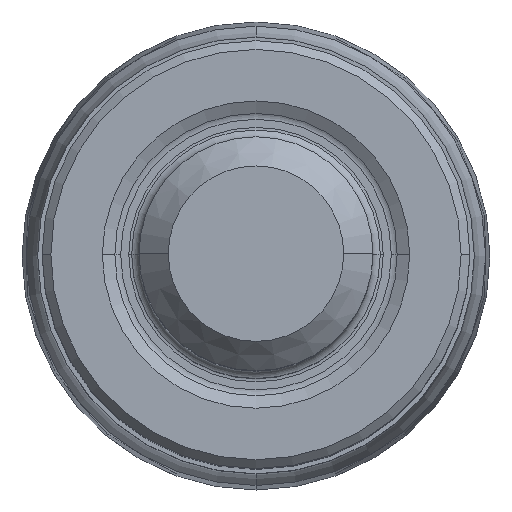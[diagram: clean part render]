
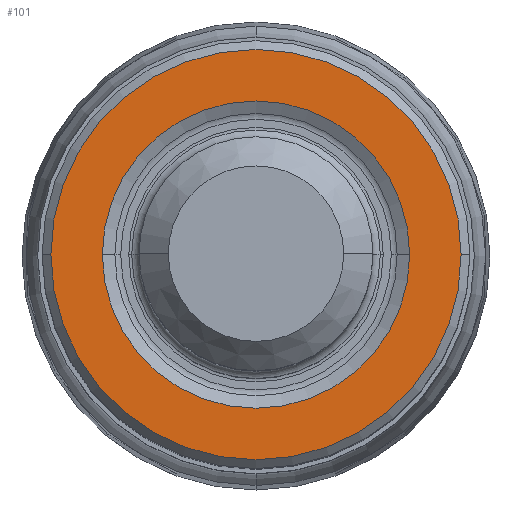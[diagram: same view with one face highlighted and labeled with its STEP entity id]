
A CAD part, top view. The second image highlights one B-rep face of the part: STEP entity #101.
In plain terms, the highlighted planar face has unit normal (0, 0, 1).
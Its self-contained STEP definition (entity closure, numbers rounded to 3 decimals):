
#58=FACE_BOUND('',#197,.T.);
#59=FACE_BOUND('',#198,.T.);
#78=PLANE('',#853);
#101=ADVANCED_FACE('',(#58,#59),#78,.T.);
#197=EDGE_LOOP('',(#310,#311,#312,#313));
#198=EDGE_LOOP('',(#314,#315));
#310=ORIENTED_EDGE('',*,*,#509,.F.);
#311=ORIENTED_EDGE('',*,*,#514,.F.);
#312=ORIENTED_EDGE('',*,*,#513,.F.);
#313=ORIENTED_EDGE('',*,*,#510,.F.);
#314=ORIENTED_EDGE('',*,*,#515,.F.);
#315=ORIENTED_EDGE('',*,*,#516,.F.);
#437=VERTEX_POINT('',#1289);
#438=VERTEX_POINT('',#1290);
#439=VERTEX_POINT('',#1292);
#440=VERTEX_POINT('',#1297);
#441=VERTEX_POINT('',#1301);
#442=VERTEX_POINT('',#1302);
#509=EDGE_CURVE('',#437,#438,#594,.T.);
#510=EDGE_CURVE('',#438,#439,#595,.T.);
#513=EDGE_CURVE('',#439,#440,#596,.T.);
#514=EDGE_CURVE('',#440,#437,#597,.T.);
#515=EDGE_CURVE('',#441,#442,#598,.T.);
#516=EDGE_CURVE('',#442,#441,#599,.T.);
#594=CIRCLE('',#845,7.015);
#595=CIRCLE('',#846,7.015);
#596=CIRCLE('',#848,7.015);
#597=CIRCLE('',#849,7.015);
#598=CIRCLE('',#851,5.254);
#599=CIRCLE('',#852,5.254);
#845=AXIS2_PLACEMENT_3D('',#1288,#1041,#1042);
#846=AXIS2_PLACEMENT_3D('',#1291,#1043,#1044);
#848=AXIS2_PLACEMENT_3D('',#1296,#1049,#1050);
#849=AXIS2_PLACEMENT_3D('',#1298,#1051,#1052);
#851=AXIS2_PLACEMENT_3D('',#1300,#1055,#1056);
#852=AXIS2_PLACEMENT_3D('',#1303,#1057,#1058);
#853=AXIS2_PLACEMENT_3D('',#1304,#1059,#1060);
#1041=DIRECTION('',(0.,0.,-1.));
#1042=DIRECTION('',(-1.,0.,0.));
#1043=DIRECTION('',(0.,0.,-1.));
#1044=DIRECTION('',(0.,1.,0.));
#1049=DIRECTION('',(0.,0.,-1.));
#1050=DIRECTION('',(1.,0.,0.));
#1051=DIRECTION('',(0.,0.,-1.));
#1052=DIRECTION('',(0.,-1.,0.));
#1055=DIRECTION('',(0.,0.,1.));
#1056=DIRECTION('',(-1.,0.,0.));
#1057=DIRECTION('',(0.,0.,1.));
#1058=DIRECTION('',(1.,0.,0.));
#1059=DIRECTION('',(0.,0.,1.));
#1060=DIRECTION('',(-1.,0.,0.));
#1288=CARTESIAN_POINT('',(0.,0.,0.));
#1289=CARTESIAN_POINT('',(-7.015,0.,0.));
#1290=CARTESIAN_POINT('',(0.,7.015,0.));
#1291=CARTESIAN_POINT('',(0.,0.,0.));
#1292=CARTESIAN_POINT('',(7.015,0.,0.));
#1296=CARTESIAN_POINT('',(0.,0.,0.));
#1297=CARTESIAN_POINT('',(0.,-7.015,0.));
#1298=CARTESIAN_POINT('',(0.,0.,0.));
#1300=CARTESIAN_POINT('',(0.,0.,0.));
#1301=CARTESIAN_POINT('',(-5.254,0.,0.));
#1302=CARTESIAN_POINT('',(5.254,0.,0.));
#1303=CARTESIAN_POINT('',(0.,0.,0.));
#1304=CARTESIAN_POINT('',(0.,0.,0.));
